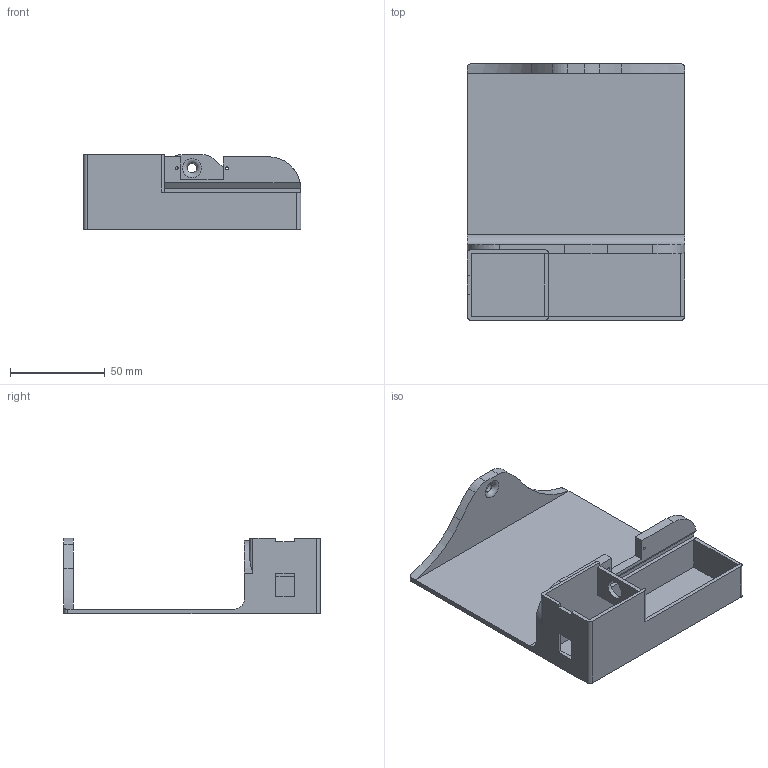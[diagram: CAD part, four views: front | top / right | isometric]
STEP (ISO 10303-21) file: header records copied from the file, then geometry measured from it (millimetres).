
FILE_DESCRIPTION(/* description */ (''),/* implementation_level */ '2;1');
FILE_NAME(/* name */ 'Rocker_MainBody.step',/* time_stamp */ '2025-08-28T12:17:49-04:00',/* author */ (''),/* organization */ (''),/* preprocessor_version */ 'ST-DEVELOPER v20.1',/* originating_system */ 'Autodesk Translation Framework v14.10.0.0',/* authorisation */ '');
FILE_SCHEMA (('AUTOMOTIVE_DESIGN { 1 0 10303 214 3 1 1 }'));
Length unit declared in the file: millimetre
Products named in the file (1): TUBE ROCKER V1
Bounding box: 114.57 x 135 x 39.9 mm (x, y, z)
Volume: 75980.6 mm3; surface area: 54843.9 mm2
Topology: 1 solids, 1 shells, 60 faces, 175 edges, 115 vertices
Faces by surface type: plane 39, cylinder 20, torus 1
Full cylindrical faces by diameter (mm): 1.5 x2, 5 x1, 10 x1
Entity records: 2044 total; most frequent: CARTESIAN_POINT 374, ORIENTED_EDGE 350, DIRECTION 336, EDGE_CURVE 175, LINE 130, VECTOR 130, VERTEX_POINT 115, AXIS2_PLACEMENT_3D 103
